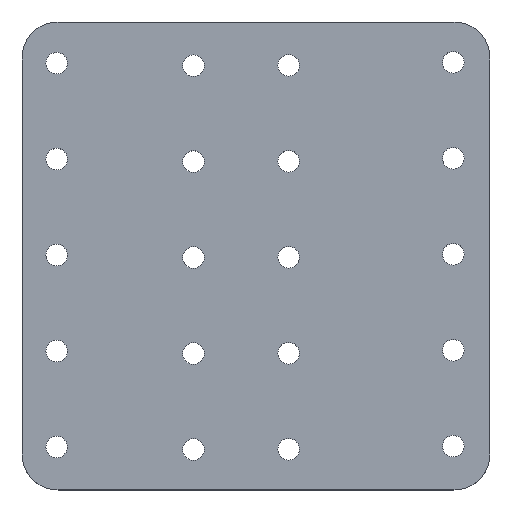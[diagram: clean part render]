
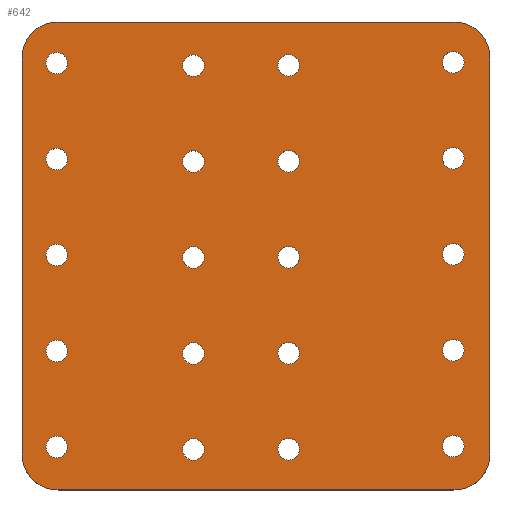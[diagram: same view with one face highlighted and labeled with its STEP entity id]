
A CAD part, top view. The second image highlights one B-rep face of the part: STEP entity #642.
In plain terms, the highlighted planar face has unit normal (0, 0, 1).
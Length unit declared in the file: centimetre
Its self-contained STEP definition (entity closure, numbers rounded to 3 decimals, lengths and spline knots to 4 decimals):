
#35=FACE_BOUND('',#141,.T.);
#36=FACE_BOUND('',#142,.T.);
#37=FACE_BOUND('',#143,.T.);
#38=FACE_BOUND('',#144,.T.);
#39=FACE_BOUND('',#145,.T.);
#40=FACE_BOUND('',#146,.T.);
#41=FACE_BOUND('',#147,.T.);
#42=FACE_BOUND('',#148,.T.);
#43=FACE_BOUND('',#149,.T.);
#44=FACE_BOUND('',#150,.T.);
#45=FACE_BOUND('',#151,.T.);
#46=FACE_BOUND('',#152,.T.);
#47=FACE_BOUND('',#153,.T.);
#48=FACE_BOUND('',#154,.T.);
#49=FACE_BOUND('',#155,.T.);
#50=FACE_BOUND('',#156,.T.);
#51=FACE_BOUND('',#157,.T.);
#52=FACE_BOUND('',#158,.T.);
#53=FACE_BOUND('',#159,.T.);
#54=FACE_BOUND('',#160,.T.);
#60=PLANE('',#734);
#90=FACE_OUTER_BOUND('',#140,.T.);
#140=EDGE_LOOP('',(#561,#562,#563,#564,#565,#566,#567,#568));
#141=EDGE_LOOP('',(#569));
#142=EDGE_LOOP('',(#570));
#143=EDGE_LOOP('',(#571));
#144=EDGE_LOOP('',(#572));
#145=EDGE_LOOP('',(#573));
#146=EDGE_LOOP('',(#574));
#147=EDGE_LOOP('',(#575));
#148=EDGE_LOOP('',(#576));
#149=EDGE_LOOP('',(#577));
#150=EDGE_LOOP('',(#578));
#151=EDGE_LOOP('',(#579));
#152=EDGE_LOOP('',(#580));
#153=EDGE_LOOP('',(#581));
#154=EDGE_LOOP('',(#582));
#155=EDGE_LOOP('',(#583));
#156=EDGE_LOOP('',(#584));
#157=EDGE_LOOP('',(#585));
#158=EDGE_LOOP('',(#586));
#159=EDGE_LOOP('',(#587));
#160=EDGE_LOOP('',(#588));
#167=LINE('',#995,#203);
#188=LINE('',#1070,#224);
#195=LINE('',#1096,#231);
#196=LINE('',#1098,#232);
#203=VECTOR('',#799,1.);
#224=VECTOR('',#890,1.);
#231=VECTOR('',#923,1.);
#232=VECTOR('',#926,1.);
#233=CIRCLE('',#658,0.5);
#258=CIRCLE('',#686,0.5);
#259=CIRCLE('',#688,0.15);
#260=CIRCLE('',#690,0.15);
#261=CIRCLE('',#692,0.15);
#262=CIRCLE('',#694,0.15);
#263=CIRCLE('',#696,0.15);
#264=CIRCLE('',#698,0.15);
#265=CIRCLE('',#700,0.15);
#266=CIRCLE('',#702,0.15);
#267=CIRCLE('',#704,0.15);
#268=CIRCLE('',#706,0.15);
#269=CIRCLE('',#708,0.15);
#270=CIRCLE('',#710,0.15);
#271=CIRCLE('',#712,0.15);
#272=CIRCLE('',#714,0.15);
#273=CIRCLE('',#716,0.15);
#274=CIRCLE('',#718,0.5);
#275=CIRCLE('',#721,0.5);
#276=CIRCLE('',#723,0.15);
#277=CIRCLE('',#725,0.15);
#278=CIRCLE('',#727,0.15);
#279=CIRCLE('',#729,0.15);
#280=CIRCLE('',#731,0.15);
#281=VERTEX_POINT('',#931);
#282=VERTEX_POINT('',#932);
#311=VERTEX_POINT('',#994);
#312=VERTEX_POINT('',#998);
#313=VERTEX_POINT('',#1002);
#314=VERTEX_POINT('',#1006);
#315=VERTEX_POINT('',#1010);
#316=VERTEX_POINT('',#1014);
#317=VERTEX_POINT('',#1018);
#318=VERTEX_POINT('',#1022);
#319=VERTEX_POINT('',#1026);
#320=VERTEX_POINT('',#1030);
#321=VERTEX_POINT('',#1034);
#322=VERTEX_POINT('',#1038);
#323=VERTEX_POINT('',#1042);
#324=VERTEX_POINT('',#1046);
#325=VERTEX_POINT('',#1050);
#326=VERTEX_POINT('',#1054);
#327=VERTEX_POINT('',#1058);
#328=VERTEX_POINT('',#1062);
#329=VERTEX_POINT('',#1063);
#330=VERTEX_POINT('',#1068);
#331=VERTEX_POINT('',#1072);
#332=VERTEX_POINT('',#1076);
#333=VERTEX_POINT('',#1080);
#334=VERTEX_POINT('',#1084);
#335=VERTEX_POINT('',#1088);
#336=VERTEX_POINT('',#1092);
#337=EDGE_CURVE('',#281,#282,#233,.T.);
#368=EDGE_CURVE('',#311,#282,#167,.T.);
#370=EDGE_CURVE('',#311,#312,#258,.T.);
#372=EDGE_CURVE('',#313,#313,#259,.T.);
#374=EDGE_CURVE('',#314,#314,#260,.T.);
#376=EDGE_CURVE('',#315,#315,#261,.T.);
#378=EDGE_CURVE('',#316,#316,#262,.T.);
#380=EDGE_CURVE('',#317,#317,#263,.T.);
#383=EDGE_CURVE('',#318,#318,#264,.T.);
#385=EDGE_CURVE('',#319,#319,#265,.T.);
#387=EDGE_CURVE('',#320,#320,#266,.T.);
#389=EDGE_CURVE('',#321,#321,#267,.T.);
#391=EDGE_CURVE('',#322,#322,#268,.T.);
#392=EDGE_CURVE('',#323,#323,#269,.T.);
#394=EDGE_CURVE('',#324,#324,#270,.T.);
#396=EDGE_CURVE('',#325,#325,#271,.T.);
#398=EDGE_CURVE('',#326,#326,#272,.T.);
#400=EDGE_CURVE('',#327,#327,#273,.T.);
#402=EDGE_CURVE('',#328,#329,#274,.T.);
#406=EDGE_CURVE('',#328,#330,#188,.T.);
#407=EDGE_CURVE('',#331,#330,#275,.T.);
#409=EDGE_CURVE('',#332,#332,#276,.T.);
#411=EDGE_CURVE('',#333,#333,#277,.T.);
#413=EDGE_CURVE('',#334,#334,#278,.T.);
#415=EDGE_CURVE('',#335,#335,#279,.T.);
#417=EDGE_CURVE('',#336,#336,#280,.T.);
#419=EDGE_CURVE('',#281,#329,#195,.T.);
#420=EDGE_CURVE('',#331,#312,#196,.T.);
#561=ORIENTED_EDGE('',*,*,#337,.F.);
#562=ORIENTED_EDGE('',*,*,#419,.T.);
#563=ORIENTED_EDGE('',*,*,#402,.F.);
#564=ORIENTED_EDGE('',*,*,#406,.T.);
#565=ORIENTED_EDGE('',*,*,#407,.F.);
#566=ORIENTED_EDGE('',*,*,#420,.T.);
#567=ORIENTED_EDGE('',*,*,#370,.F.);
#568=ORIENTED_EDGE('',*,*,#368,.T.);
#569=ORIENTED_EDGE('',*,*,#372,.T.);
#570=ORIENTED_EDGE('',*,*,#374,.T.);
#571=ORIENTED_EDGE('',*,*,#376,.T.);
#572=ORIENTED_EDGE('',*,*,#378,.T.);
#573=ORIENTED_EDGE('',*,*,#380,.T.);
#574=ORIENTED_EDGE('',*,*,#383,.T.);
#575=ORIENTED_EDGE('',*,*,#385,.T.);
#576=ORIENTED_EDGE('',*,*,#387,.T.);
#577=ORIENTED_EDGE('',*,*,#389,.T.);
#578=ORIENTED_EDGE('',*,*,#391,.T.);
#579=ORIENTED_EDGE('',*,*,#392,.T.);
#580=ORIENTED_EDGE('',*,*,#394,.T.);
#581=ORIENTED_EDGE('',*,*,#396,.T.);
#582=ORIENTED_EDGE('',*,*,#398,.T.);
#583=ORIENTED_EDGE('',*,*,#400,.T.);
#584=ORIENTED_EDGE('',*,*,#409,.T.);
#585=ORIENTED_EDGE('',*,*,#411,.T.);
#586=ORIENTED_EDGE('',*,*,#413,.T.);
#587=ORIENTED_EDGE('',*,*,#415,.T.);
#588=ORIENTED_EDGE('',*,*,#417,.T.);
#642=ADVANCED_FACE('',(#90,#35,#36,#37,#38,#39,#40,#41,#42,#43,#44,#45,
#46,#47,#48,#49,#50,#51,#52,#53,#54),#60,.T.);
#658=AXIS2_PLACEMENT_3D('',#933,#739,#740);
#686=AXIS2_PLACEMENT_3D('',#999,#803,#804);
#688=AXIS2_PLACEMENT_3D('',#1003,#808,#809);
#690=AXIS2_PLACEMENT_3D('',#1007,#813,#814);
#692=AXIS2_PLACEMENT_3D('',#1011,#818,#819);
#694=AXIS2_PLACEMENT_3D('',#1015,#823,#824);
#696=AXIS2_PLACEMENT_3D('',#1019,#828,#829);
#698=AXIS2_PLACEMENT_3D('',#1024,#834,#835);
#700=AXIS2_PLACEMENT_3D('',#1028,#839,#840);
#702=AXIS2_PLACEMENT_3D('',#1032,#844,#845);
#704=AXIS2_PLACEMENT_3D('',#1036,#849,#850);
#706=AXIS2_PLACEMENT_3D('',#1040,#854,#855);
#708=AXIS2_PLACEMENT_3D('',#1043,#858,#859);
#710=AXIS2_PLACEMENT_3D('',#1047,#863,#864);
#712=AXIS2_PLACEMENT_3D('',#1051,#868,#869);
#714=AXIS2_PLACEMENT_3D('',#1055,#873,#874);
#716=AXIS2_PLACEMENT_3D('',#1059,#878,#879);
#718=AXIS2_PLACEMENT_3D('',#1064,#883,#884);
#721=AXIS2_PLACEMENT_3D('',#1073,#893,#894);
#723=AXIS2_PLACEMENT_3D('',#1077,#898,#899);
#725=AXIS2_PLACEMENT_3D('',#1081,#903,#904);
#727=AXIS2_PLACEMENT_3D('',#1085,#908,#909);
#729=AXIS2_PLACEMENT_3D('',#1089,#913,#914);
#731=AXIS2_PLACEMENT_3D('',#1093,#918,#919);
#734=AXIS2_PLACEMENT_3D('',#1099,#927,#928);
#739=DIRECTION('center_axis',(0.,0.,-1.));
#740=DIRECTION('ref_axis',(0.707,0.707,0.));
#799=DIRECTION('',(0.,1.,0.));
#803=DIRECTION('center_axis',(0.,0.,-1.));
#804=DIRECTION('ref_axis',(0.707,-0.707,0.));
#808=DIRECTION('center_axis',(0.,0.,-1.));
#809=DIRECTION('ref_axis',(1.,0.,0.));
#813=DIRECTION('center_axis',(0.,0.,-1.));
#814=DIRECTION('ref_axis',(1.,0.,0.));
#818=DIRECTION('center_axis',(0.,0.,-1.));
#819=DIRECTION('ref_axis',(1.,0.,0.));
#823=DIRECTION('center_axis',(0.,0.,-1.));
#824=DIRECTION('ref_axis',(1.,0.,0.));
#828=DIRECTION('center_axis',(0.,0.,-1.));
#829=DIRECTION('ref_axis',(1.,0.,0.));
#834=DIRECTION('center_axis',(0.,0.,-1.));
#835=DIRECTION('ref_axis',(-1.,0.,0.));
#839=DIRECTION('center_axis',(0.,0.,-1.));
#840=DIRECTION('ref_axis',(-1.,0.,0.));
#844=DIRECTION('center_axis',(0.,0.,-1.));
#845=DIRECTION('ref_axis',(-1.,0.,0.));
#849=DIRECTION('center_axis',(0.,0.,-1.));
#850=DIRECTION('ref_axis',(-1.,0.,0.));
#854=DIRECTION('center_axis',(0.,0.,-1.));
#855=DIRECTION('ref_axis',(-1.,0.,0.));
#858=DIRECTION('center_axis',(0.,0.,-1.));
#859=DIRECTION('ref_axis',(1.,0.,0.));
#863=DIRECTION('center_axis',(0.,0.,-1.));
#864=DIRECTION('ref_axis',(1.,0.,0.));
#868=DIRECTION('center_axis',(0.,0.,-1.));
#869=DIRECTION('ref_axis',(1.,0.,0.));
#873=DIRECTION('center_axis',(0.,0.,-1.));
#874=DIRECTION('ref_axis',(1.,0.,0.));
#878=DIRECTION('center_axis',(0.,0.,-1.));
#879=DIRECTION('ref_axis',(1.,0.,0.));
#883=DIRECTION('center_axis',(0.,0.,-1.));
#884=DIRECTION('ref_axis',(-0.707,0.707,0.));
#890=DIRECTION('',(0.,-1.,0.));
#893=DIRECTION('center_axis',(0.,0.,-1.));
#894=DIRECTION('ref_axis',(-0.707,-0.707,0.));
#898=DIRECTION('center_axis',(0.,0.,-1.));
#899=DIRECTION('ref_axis',(1.,0.,0.));
#903=DIRECTION('center_axis',(0.,0.,-1.));
#904=DIRECTION('ref_axis',(1.,0.,0.));
#908=DIRECTION('center_axis',(0.,0.,-1.));
#909=DIRECTION('ref_axis',(1.,0.,0.));
#913=DIRECTION('center_axis',(0.,0.,-1.));
#914=DIRECTION('ref_axis',(1.,0.,0.));
#918=DIRECTION('center_axis',(0.,0.,-1.));
#919=DIRECTION('ref_axis',(1.,0.,0.));
#923=DIRECTION('',(-1.,0.,0.));
#926=DIRECTION('',(1.,0.,0.));
#927=DIRECTION('center_axis',(0.,0.,1.));
#928=DIRECTION('ref_axis',(1.,0.,0.));
#931=CARTESIAN_POINT('',(6.,6.5,0.3));
#932=CARTESIAN_POINT('',(6.5,6.,0.3));
#933=CARTESIAN_POINT('Origin',(6.,6.,0.3));
#994=CARTESIAN_POINT('',(6.5,0.5,0.3));
#995=CARTESIAN_POINT('',(6.5,0.,0.3));
#998=CARTESIAN_POINT('',(6.,0.,0.3));
#999=CARTESIAN_POINT('Origin',(6.,0.5,0.3));
#1002=CARTESIAN_POINT('',(5.84,1.941,0.3));
#1003=CARTESIAN_POINT('Origin',(5.99,1.941,0.3));
#1006=CARTESIAN_POINT('',(5.84,4.607,0.3));
#1007=CARTESIAN_POINT('Origin',(5.99,4.607,0.3));
#1010=CARTESIAN_POINT('',(5.84,5.94,0.3));
#1011=CARTESIAN_POINT('Origin',(5.99,5.94,0.3));
#1014=CARTESIAN_POINT('',(5.84,3.274,0.3));
#1015=CARTESIAN_POINT('Origin',(5.99,3.274,0.3));
#1018=CARTESIAN_POINT('',(5.84,0.608,0.3));
#1019=CARTESIAN_POINT('Origin',(5.99,0.608,0.3));
#1022=CARTESIAN_POINT('',(3.854,4.5648,0.3));
#1024=CARTESIAN_POINT('Origin',(3.704,4.5648,0.3));
#1026=CARTESIAN_POINT('',(3.854,1.8988,0.3));
#1028=CARTESIAN_POINT('Origin',(3.704,1.8988,0.3));
#1030=CARTESIAN_POINT('',(3.854,0.5658,0.3));
#1032=CARTESIAN_POINT('Origin',(3.704,0.5658,0.3));
#1034=CARTESIAN_POINT('',(3.854,3.2318,0.3));
#1036=CARTESIAN_POINT('Origin',(3.704,3.2318,0.3));
#1038=CARTESIAN_POINT('',(3.854,5.8978,0.3));
#1040=CARTESIAN_POINT('Origin',(3.704,5.8978,0.3));
#1042=CARTESIAN_POINT('',(2.231,1.8947,0.3));
#1043=CARTESIAN_POINT('Origin',(2.381,1.8947,0.3));
#1046=CARTESIAN_POINT('',(2.231,4.5607,0.3));
#1047=CARTESIAN_POINT('Origin',(2.381,4.5607,0.3));
#1050=CARTESIAN_POINT('',(2.231,5.8937,0.3));
#1051=CARTESIAN_POINT('Origin',(2.381,5.8937,0.3));
#1054=CARTESIAN_POINT('',(2.231,3.2277,0.3));
#1055=CARTESIAN_POINT('Origin',(2.381,3.2277,0.3));
#1058=CARTESIAN_POINT('',(2.231,0.5617,0.3));
#1059=CARTESIAN_POINT('Origin',(2.381,0.5617,0.3));
#1062=CARTESIAN_POINT('',(0.,6.,0.3));
#1063=CARTESIAN_POINT('',(0.5,6.5,0.3));
#1064=CARTESIAN_POINT('Origin',(0.5,6.,0.3));
#1068=CARTESIAN_POINT('',(0.,0.5,0.3));
#1070=CARTESIAN_POINT('',(0.,6.5,0.3));
#1072=CARTESIAN_POINT('',(0.5,0.,0.3));
#1073=CARTESIAN_POINT('Origin',(0.5,0.5,0.3));
#1076=CARTESIAN_POINT('',(0.3318,1.9292,0.3));
#1077=CARTESIAN_POINT('Origin',(0.4818,1.9292,0.3));
#1080=CARTESIAN_POINT('',(0.3318,4.5952,0.3));
#1081=CARTESIAN_POINT('Origin',(0.4818,4.5952,0.3));
#1084=CARTESIAN_POINT('',(0.3318,5.9282,0.3));
#1085=CARTESIAN_POINT('Origin',(0.4818,5.9282,0.3));
#1088=CARTESIAN_POINT('',(0.3318,3.2622,0.3));
#1089=CARTESIAN_POINT('Origin',(0.4818,3.2622,0.3));
#1092=CARTESIAN_POINT('',(0.3318,0.5962,0.3));
#1093=CARTESIAN_POINT('Origin',(0.4818,0.5962,0.3));
#1096=CARTESIAN_POINT('',(6.5,6.5,0.3));
#1098=CARTESIAN_POINT('',(0.,0.,0.3));
#1099=CARTESIAN_POINT('Origin',(3.25,3.25,0.3));
